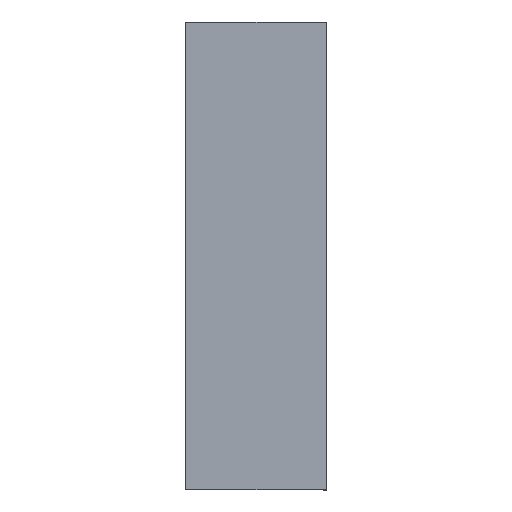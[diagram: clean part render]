
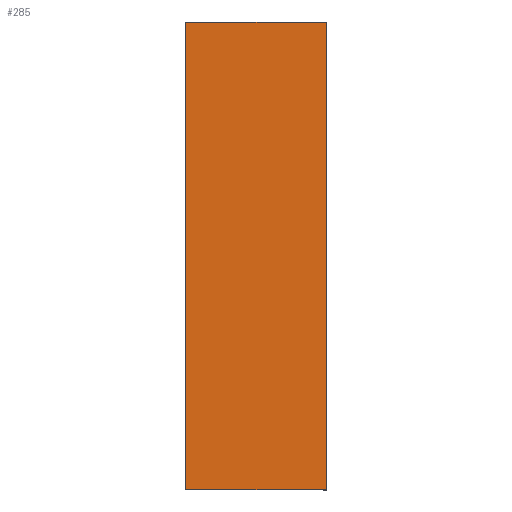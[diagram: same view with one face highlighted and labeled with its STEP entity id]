
A CAD part, left-side view. The second image highlights one B-rep face of the part: STEP entity #285.
In plain terms, the highlighted planar face has unit normal (-1, 0, 0).
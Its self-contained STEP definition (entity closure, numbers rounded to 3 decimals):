
#31=PLANE('',#329);
#45=FACE_OUTER_BOUND('',#59,.T.);
#59=EDGE_LOOP('',(#229,#230,#231,#232));
#89=LINE('',#469,#109);
#90=LINE('',#471,#110);
#91=LINE('',#473,#111);
#92=LINE('',#474,#112);
#109=VECTOR('',#395,10.);
#110=VECTOR('',#396,10.);
#111=VECTOR('',#397,10.);
#112=VECTOR('',#398,10.);
#153=VERTEX_POINT('',#467);
#154=VERTEX_POINT('',#468);
#155=VERTEX_POINT('',#470);
#156=VERTEX_POINT('',#472);
#185=EDGE_CURVE('',#153,#154,#89,.T.);
#186=EDGE_CURVE('',#154,#155,#90,.T.);
#187=EDGE_CURVE('',#156,#155,#91,.T.);
#188=EDGE_CURVE('',#153,#156,#92,.T.);
#229=ORIENTED_EDGE('',*,*,#185,.T.);
#230=ORIENTED_EDGE('',*,*,#186,.T.);
#231=ORIENTED_EDGE('',*,*,#187,.F.);
#232=ORIENTED_EDGE('',*,*,#188,.F.);
#285=ADVANCED_FACE('',(#45),#31,.T.);
#329=AXIS2_PLACEMENT_3D('',#466,#393,#394);
#393=DIRECTION('center_axis',(-1.,0.,0.));
#394=DIRECTION('ref_axis',(0.,0.,-1.));
#395=DIRECTION('',(0.,0.,-1.));
#396=DIRECTION('',(0.,-1.,0.));
#397=DIRECTION('',(0.,0.,-1.));
#398=DIRECTION('',(0.,-1.,0.));
#466=CARTESIAN_POINT('Origin',(618.254,-156.819,143.));
#467=CARTESIAN_POINT('',(618.254,-156.819,143.));
#468=CARTESIAN_POINT('',(618.254,-156.819,93.));
#469=CARTESIAN_POINT('',(618.254,-156.819,443.));
#470=CARTESIAN_POINT('',(618.254,-171.819,93.));
#471=CARTESIAN_POINT('',(618.254,-156.819,93.));
#472=CARTESIAN_POINT('',(618.254,-171.819,143.));
#473=CARTESIAN_POINT('',(618.254,-171.819,443.));
#474=CARTESIAN_POINT('',(618.254,-156.819,143.));
